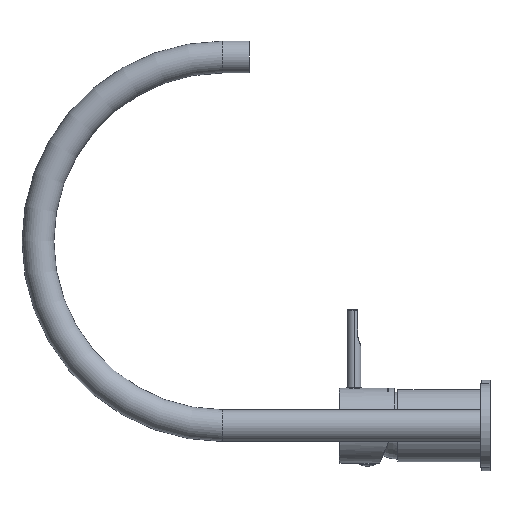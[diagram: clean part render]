
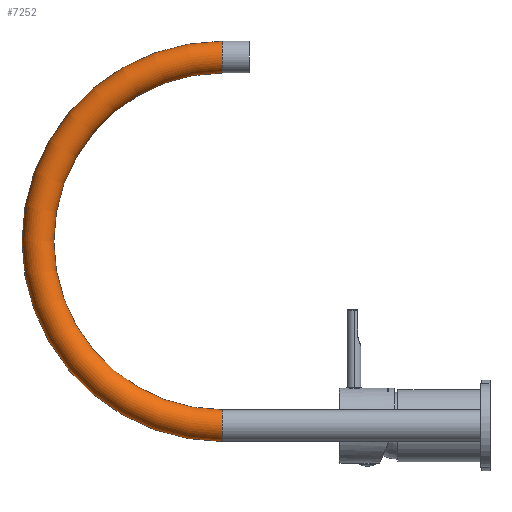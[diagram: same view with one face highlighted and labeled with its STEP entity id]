
A CAD part, left-side view. The second image highlights one B-rep face of the part: STEP entity #7252.
In plain terms, the highlighted toroidal (fillet/blend) face has major radius 110 mm and minor radius 9.5 mm.
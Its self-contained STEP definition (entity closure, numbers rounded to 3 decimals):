
#511 = CARTESIAN_POINT ( 'NONE',  ( -99.755, 139.85, 110. ) ) ;
#1529 = DIRECTION ( 'NONE',  ( 1., 0., 0. ) ) ;
#1873 = FACE_OUTER_BOUND ( 'NONE', #7289, .T. ) ;
#2055 = CIRCLE ( 'NONE', #13139, 9.5 ) ;
#2074 = CARTESIAN_POINT ( 'NONE',  ( -99.755, 139.85, 110. ) ) ;
#2541 = ORIENTED_EDGE ( 'NONE', *, *, #7148, .T. ) ;
#2674 = CARTESIAN_POINT ( 'NONE',  ( -99.755, 139.85, 9.5 ) ) ;
#2887 = DIRECTION ( 'NONE',  ( 0., 0., -1. ) ) ;
#3145 = DIRECTION ( 'NONE',  ( -1., 0., 0. ) ) ;
#3208 = EDGE_CURVE ( 'NONE', #8962, #5979, #11507, .T. ) ;
#3805 = ORIENTED_EDGE ( 'NONE', *, *, #3208, .F. ) ;
#4027 = CIRCLE ( 'NONE', #4900, 119.5 ) ;
#4195 = DIRECTION ( 'NONE',  ( 1., 0., 0. ) ) ;
#4303 = CARTESIAN_POINT ( 'NONE',  ( -99.755, 139.85, 220. ) ) ;
#4340 = VERTEX_POINT ( 'NONE', #2674 ) ;
#4900 = AXIS2_PLACEMENT_3D ( 'NONE', #511, #11113, #9018 ) ;
#4952 = CARTESIAN_POINT ( 'NONE',  ( -99.755, 139.85, 0. ) ) ;
#5649 = AXIS2_PLACEMENT_3D ( 'NONE', #4303, #9336, #3145 ) ;
#5979 = VERTEX_POINT ( 'NONE', #9912 ) ;
#6169 = DIRECTION ( 'NONE',  ( 0., 0., -1. ) ) ;
#6196 = AXIS2_PLACEMENT_3D ( 'NONE', #9974, #1529, #2887 ) ;
#7087 = CIRCLE ( 'NONE', #6196, 100.5 ) ;
#7148 = EDGE_CURVE ( 'NONE', #8421, #4340, #2055, .T. ) ;
#7252 = ADVANCED_FACE ( 'NONE', ( #1873 ), #13350, .T. ) ;
#7289 = EDGE_LOOP ( 'NONE', ( #7611, #2541, #11695, #3805 ) ) ;
#7429 = EDGE_CURVE ( 'NONE', #8421, #8962, #4027, .T. ) ;
#7611 = ORIENTED_EDGE ( 'NONE', *, *, #7429, .F. ) ;
#7985 = CARTESIAN_POINT ( 'NONE',  ( -99.755, 139.85, 229.5 ) ) ;
#8421 = VERTEX_POINT ( 'NONE', #12895 ) ;
#8571 = EDGE_CURVE ( 'NONE', #4340, #5979, #7087, .T. ) ;
#8585 = AXIS2_PLACEMENT_3D ( 'NONE', #2074, #4195, #6169 ) ;
#8962 = VERTEX_POINT ( 'NONE', #7985 ) ;
#8968 = DIRECTION ( 'NONE',  ( 0., 1., 0. ) ) ;
#9018 = DIRECTION ( 'NONE',  ( 0., 0., -1. ) ) ;
#9336 = DIRECTION ( 'NONE',  ( 0., -1., 0. ) ) ;
#9912 = CARTESIAN_POINT ( 'NONE',  ( -99.755, 139.85, 210.5 ) ) ;
#9921 = DIRECTION ( 'NONE',  ( -1., 0., 0. ) ) ;
#9974 = CARTESIAN_POINT ( 'NONE',  ( -99.755, 139.85, 110. ) ) ;
#11113 = DIRECTION ( 'NONE',  ( 1., 0., 0. ) ) ;
#11507 = CIRCLE ( 'NONE', #5649, 9.5 ) ;
#11695 = ORIENTED_EDGE ( 'NONE', *, *, #8571, .T. ) ;
#12895 = CARTESIAN_POINT ( 'NONE',  ( -99.755, 139.85, -9.5 ) ) ;
#13139 = AXIS2_PLACEMENT_3D ( 'NONE', #4952, #8968, #9921 ) ;
#13350 = TOROIDAL_SURFACE ( 'NONE', #8585, 110., 9.5 ) ;
